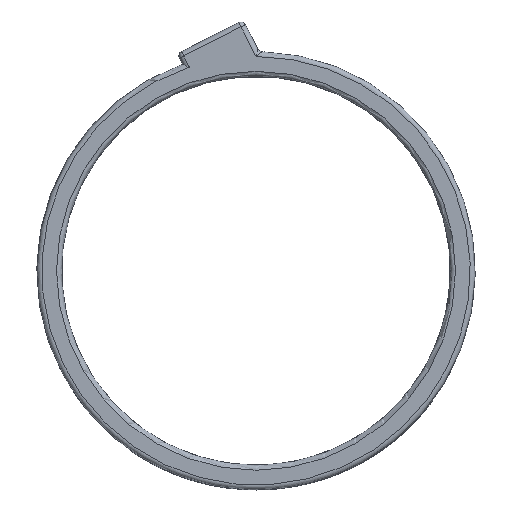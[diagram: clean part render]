
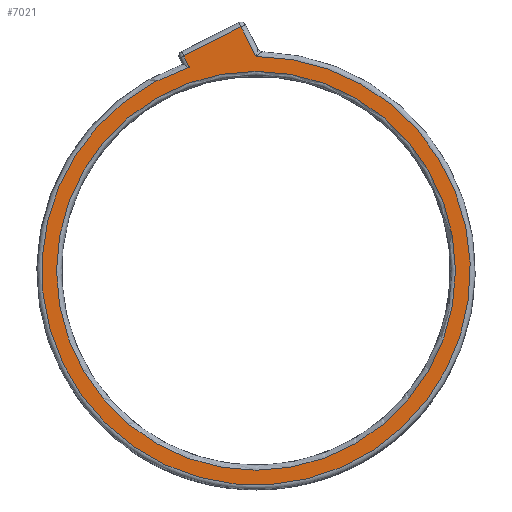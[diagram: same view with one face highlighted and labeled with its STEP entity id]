
A CAD part, top view. The second image highlights one B-rep face of the part: STEP entity #7021.
In plain terms, the highlighted planar face has unit normal (0, 0, 1).
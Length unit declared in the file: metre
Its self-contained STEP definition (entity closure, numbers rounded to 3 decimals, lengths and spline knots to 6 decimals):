
#823=CIRCLE('',#7578,0.0405);
#824=CIRCLE('',#7579,0.0435);
#1304=ORIENTED_EDGE('',*,*,#3492,.T.);
#1305=ORIENTED_EDGE('',*,*,#3493,.T.);
#1306=ORIENTED_EDGE('',*,*,#3494,.T.);
#1307=ORIENTED_EDGE('',*,*,#3495,.T.);
#1308=ORIENTED_EDGE('',*,*,#3496,.T.);
#3492=EDGE_CURVE('',#4585,#4585,#823,.F.);
#3493=EDGE_CURVE('',#4586,#4587,#5057,.T.);
#3494=EDGE_CURVE('',#4587,#4588,#5058,.T.);
#3495=EDGE_CURVE('',#4588,#4589,#5059,.F.);
#3496=EDGE_CURVE('',#4589,#4586,#824,.T.);
#4585=VERTEX_POINT('',#10650);
#4586=VERTEX_POINT('',#10652);
#4587=VERTEX_POINT('',#10653);
#4588=VERTEX_POINT('',#10655);
#4589=VERTEX_POINT('',#10657);
#5057=LINE('',#10651,#5540);
#5058=LINE('',#10654,#5541);
#5059=LINE('',#10656,#5542);
#5540=VECTOR('',#8300,1.);
#5541=VECTOR('',#8301,1.);
#5542=VECTOR('',#8302,1.);
#5989=EDGE_LOOP('',(#1304));
#5990=EDGE_LOOP('',(#1305,#1306,#1307,#1308));
#6440=FACE_BOUND('',#5989,.T.);
#6441=FACE_BOUND('',#5990,.T.);
#6853=PLANE('',#7577);
#7021=ADVANCED_FACE('',(#6440,#6441),#6853,.T.);
#7577=AXIS2_PLACEMENT_3D('',#10648,#8296,#8297);
#7578=AXIS2_PLACEMENT_3D('',#10649,#8298,#8299);
#7579=AXIS2_PLACEMENT_3D('',#10658,#8303,#8304);
#8296=DIRECTION('',(0.,0.,1.));
#8297=DIRECTION('',(1.,0.,0.));
#8298=DIRECTION('',(0.,0.,1.));
#8299=DIRECTION('',(1.,0.,0.));
#8300=DIRECTION('',(-0.454,0.891,0.));
#8301=DIRECTION('',(-0.891,-0.454,0.));
#8302=DIRECTION('',(-0.454,0.891,0.));
#8303=DIRECTION('',(0.,0.,1.));
#8304=DIRECTION('',(1.,0.,0.));
#10648=CARTESIAN_POINT('',(0.,0.,0.0035));
#10649=CARTESIAN_POINT('',(0.,0.,0.0035));
#10650=CARTESIAN_POINT('',(0.0405,0.,0.0035));
#10651=CARTESIAN_POINT('',(-0.003518,0.050405,0.0035));
#10652=CARTESIAN_POINT('',(0.,0.0435,0.0035));
#10653=CARTESIAN_POINT('',(-0.003064,0.049514,0.0035));
#10654=CARTESIAN_POINT('',(-0.015539,0.043158,0.0035));
#10655=CARTESIAN_POINT('',(-0.014648,0.043612,0.0035));
#10656=CARTESIAN_POINT('',(-0.01402,0.042381,0.0035));
#10657=CARTESIAN_POINT('',(-0.013496,0.041353,0.0035));
#10658=CARTESIAN_POINT('',(0.,0.,0.0035));
